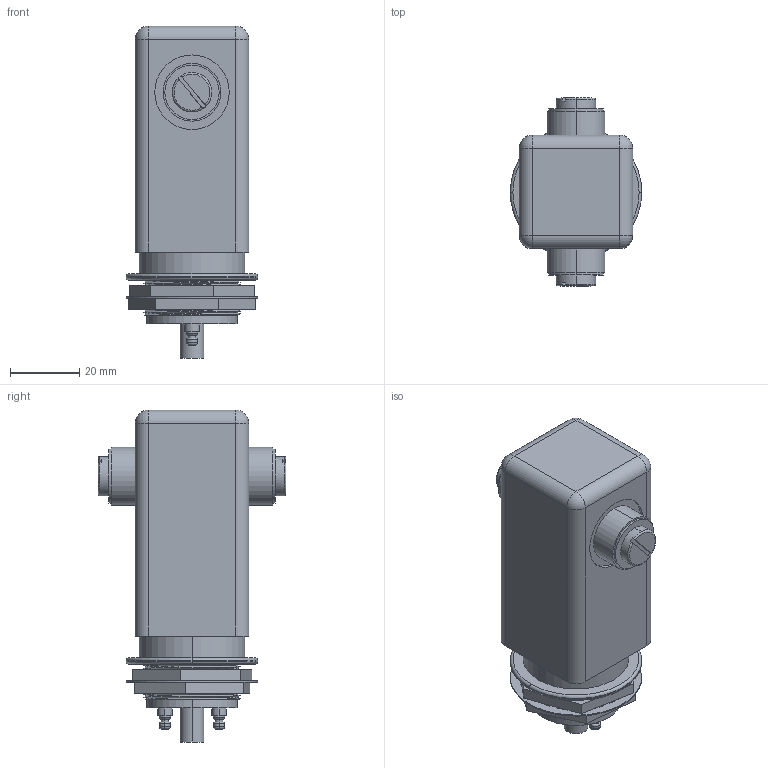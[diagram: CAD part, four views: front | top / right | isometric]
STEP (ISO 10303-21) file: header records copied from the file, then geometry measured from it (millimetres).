
FILE_DESCRIPTION (( 'STEP AP214' ), '1' );
FILE_NAME ('G20_step_062912.STEP', '2012-06-29T20:25:33', ( 'RUlrich' ), ( 'Genco' ), 'SwSTEP 2.0', 'SolidWorks 2010', '' );
FILE_SCHEMA (( 'AUTOMOTIVE_DESIGN' ));
Length unit declared in the file: inch
Products named in the file (1): G20_step_062912
Bounding box: 38.1 x 54.43 x 96.14 mm (x, y, z)
Volume: 89705.5 mm3; surface area: 18568 mm2
Topology: 4 solids, 4 shells, 212 faces, 523 edges, 336 vertices
Faces by surface type: cylinder 93, plane 91, torus 22, sphere 4, bspline 2
Entity records: 10697 total; most frequent: CARTESIAN_POINT 2665, DIRECTION 1161, ORIENTED_EDGE 1038, EDGE_CURVE 519, AXIS2_PLACEMENT_3D 445, VERTEX_POINT 336, VECTOR 271, LINE 271
